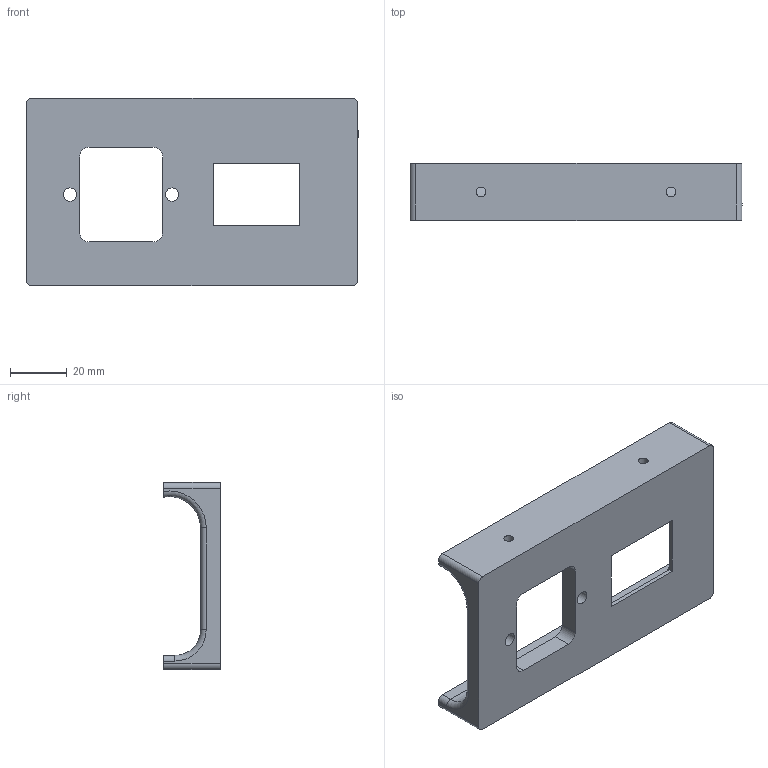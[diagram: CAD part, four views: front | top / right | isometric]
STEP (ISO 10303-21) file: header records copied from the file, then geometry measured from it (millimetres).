
FILE_DESCRIPTION(/* description */ (''),/* implementation_level */ '2;1');
FILE_NAME(/* name */ 'Flat_Skirts_in.step',/* time_stamp */ '2024-02-29T13:33:43-06:00',/* author */ (''),/* organization */ (''),/* preprocessor_version */ 'ST-DEVELOPER v20',/* originating_system */ 'Autodesk Translation Framework v12.20.1.177',/* authorisation */ '');
FILE_SCHEMA (('AUTOMOTIVE_DESIGN { 1 0 10303 214 3 1 1 }'));
Length unit declared in the file: millimetre
Products named in the file (1): Plug_Panel_Filtered_mains
Bounding box: 117 x 20 x 65.93 mm (x, y, z)
Volume: 59222.3 mm3; surface area: 21756.6 mm2
Topology: 1 solids, 1 shells, 76 faces, 187 edges, 114 vertices
Faces by surface type: plane 36, cylinder 24, cone 12, torus 4
Full cylindrical faces by diameter (mm): 3.4 x2, 4.7 x2, 6 x2
Entity records: 2351 total; most frequent: CARTESIAN_POINT 460, DIRECTION 397, ORIENTED_EDGE 374, EDGE_CURVE 187, AXIS2_PLACEMENT_3D 139, LINE 119, VECTOR 119, VERTEX_POINT 114
